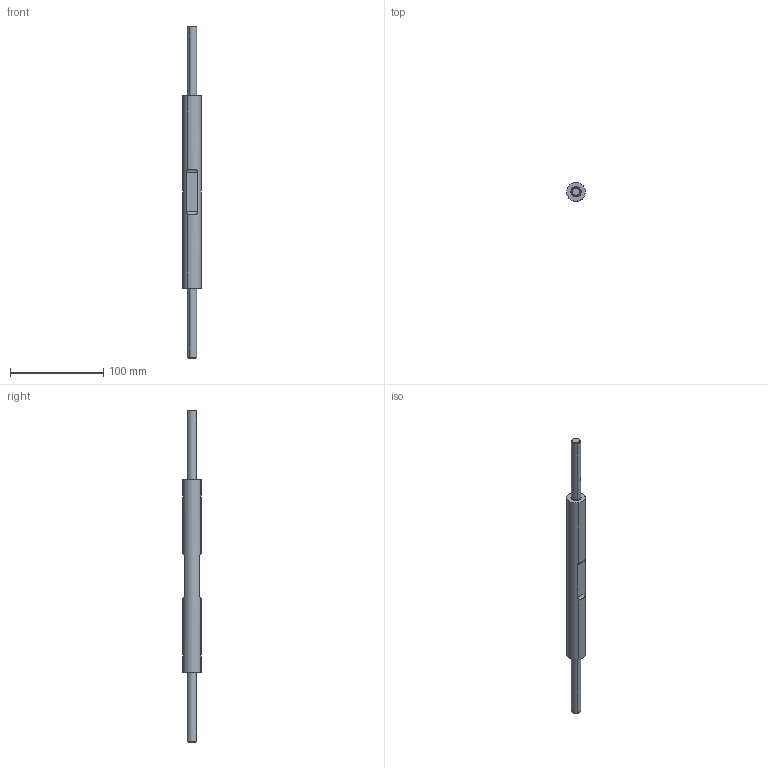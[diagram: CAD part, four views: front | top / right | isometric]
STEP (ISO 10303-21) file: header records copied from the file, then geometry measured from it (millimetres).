
FILE_DESCRIPTION(('CATIA V5 STEP Exchange'),'2;1');
FILE_NAME('EOLX1.1-D-120-004_A.stp','2020-01-30T22:00:39+00:00',('none'),('none'),'CATIA Version 5 Release 21 GA (IN-10)','CATIA V5 STEP AP203','none');
FILE_SCHEMA(('CONFIG_CONTROL_DESIGN'));
Length unit declared in the file: millimetre
Products named in the file (1): EOLX1.1-D-120-004_A
Bounding box: 19.99 x 19.99 x 356 mm (x, y, z)
Volume: 74953.7 mm3; surface area: 18171.4 mm2
Topology: 1 solids, 1 shells, 24 faces, 52 edges, 32 vertices
Faces by surface type: cylinder 10, plane 6, cone 4, torus 4
Entity records: 694 total; most frequent: CARTESIAN_POINT 177, ORIENTED_EDGE 104, DIRECTION 76, EDGE_CURVE 52, AXIS2_PLACEMENT_3D 41, VERTEX_POINT 32, EDGE_LOOP 26, ADVANCED_FACE 24
